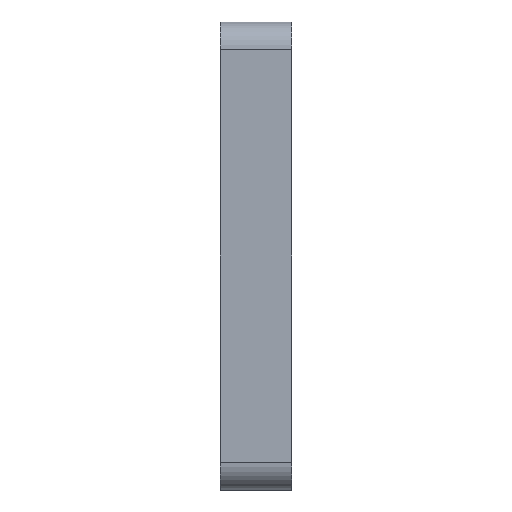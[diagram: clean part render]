
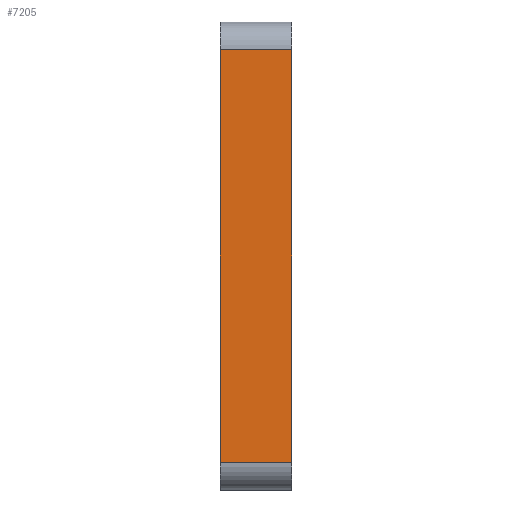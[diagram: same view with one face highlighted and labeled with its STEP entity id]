
A CAD part, left-side view. The second image highlights one B-rep face of the part: STEP entity #7205.
In plain terms, the highlighted planar face has unit normal (-1, 0, 0).
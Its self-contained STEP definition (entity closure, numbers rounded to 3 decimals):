
#193=PLANE('',#7363);
#576=FACE_OUTER_BOUND('',#1002,.T.);
#1002=EDGE_LOOP('',(#6472,#6473,#6474,#6475));
#1510=LINE('',#14782,#2036);
#1525=LINE('',#14835,#2051);
#1529=LINE('',#14854,#2055);
#1530=LINE('',#14856,#2056);
#2036=VECTOR('',#8062,10.);
#2051=VECTOR('',#8115,10.);
#2055=VECTOR('',#8137,10.);
#2056=VECTOR('',#8140,10.);
#3289=VERTEX_POINT('',#14779);
#3290=VERTEX_POINT('',#14781);
#3308=VERTEX_POINT('',#14832);
#3309=VERTEX_POINT('',#14834);
#4345=EDGE_CURVE('',#3289,#3290,#1510,.T.);
#4367=EDGE_CURVE('',#3308,#3309,#1525,.T.);
#4377=EDGE_CURVE('',#3309,#3289,#1529,.T.);
#4378=EDGE_CURVE('',#3290,#3308,#1530,.T.);
#6472=ORIENTED_EDGE('',*,*,#4377,.F.);
#6473=ORIENTED_EDGE('',*,*,#4367,.F.);
#6474=ORIENTED_EDGE('',*,*,#4378,.F.);
#6475=ORIENTED_EDGE('',*,*,#4345,.F.);
#7205=ADVANCED_FACE('',(#576),#193,.T.);
#7363=AXIS2_PLACEMENT_3D('',#14855,#8138,#8139);
#8062=DIRECTION('',(0.,0.,-1.));
#8115=DIRECTION('',(0.,0.,1.));
#8137=DIRECTION('',(0.,-1.,0.));
#8138=DIRECTION('center_axis',(-1.,0.,0.));
#8139=DIRECTION('ref_axis',(0.,0.,1.));
#8140=DIRECTION('',(0.,1.,0.));
#14779=CARTESIAN_POINT('',(60.4,0.,55.1));
#14781=CARTESIAN_POINT('',(60.4,0.,-19.5));
#14782=CARTESIAN_POINT('',(60.4,0.,60.1));
#14832=CARTESIAN_POINT('',(60.4,13.,-19.5));
#14834=CARTESIAN_POINT('',(60.4,13.,55.1));
#14835=CARTESIAN_POINT('',(60.4,13.,60.1));
#14854=CARTESIAN_POINT('',(60.4,0.,55.1));
#14855=CARTESIAN_POINT('Origin',(60.4,0.,-24.5));
#14856=CARTESIAN_POINT('',(60.4,0.,-19.5));
